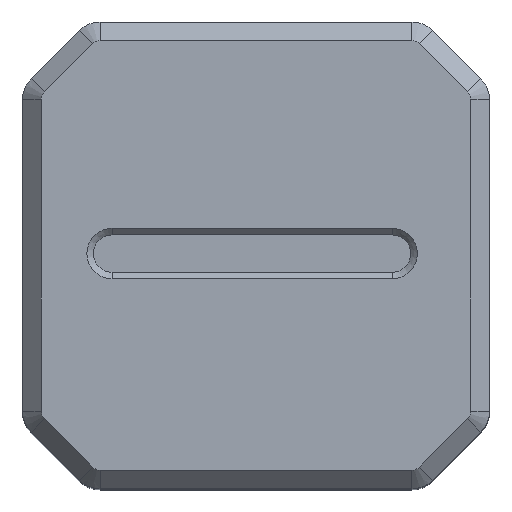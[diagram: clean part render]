
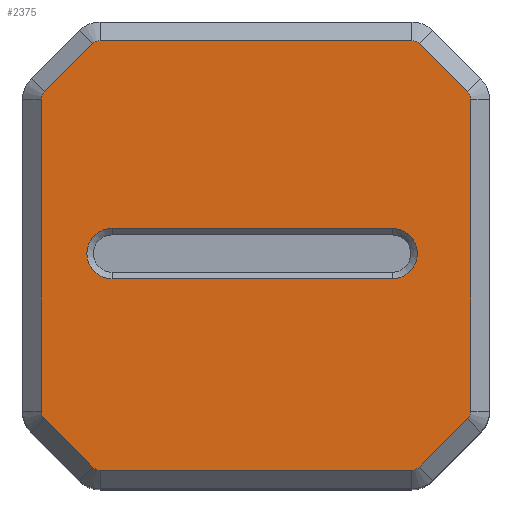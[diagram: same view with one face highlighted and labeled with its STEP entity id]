
A CAD part, top view. The second image highlights one B-rep face of the part: STEP entity #2375.
In plain terms, the highlighted planar face has unit normal (0, 0, 1).
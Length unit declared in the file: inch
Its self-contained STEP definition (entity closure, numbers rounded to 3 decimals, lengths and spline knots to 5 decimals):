
#35=FACE_BOUND('',#401,.T.);
#86=PLANE('',#2610);
#250=FACE_OUTER_BOUND('',#400,.T.);
#400=EDGE_LOOP('',(#2012,#2013,#2014,#2015,#2016,#2017,#2018,#2019,#2020,
#2021,#2022,#2023,#2024,#2025,#2026,#2027));
#401=EDGE_LOOP('',(#2028,#2029,#2030,#2031));
#501=CIRCLE('',#2601,0.135);
#503=CIRCLE('',#2605,0.135);
#506=CIRCLE('',#2611,0.0572);
#507=CIRCLE('',#2612,0.0572);
#508=CIRCLE('',#2613,0.0572);
#509=CIRCLE('',#2614,0.0572);
#510=CIRCLE('',#2615,0.0572);
#511=CIRCLE('',#2616,0.0572);
#512=CIRCLE('',#2617,0.0572);
#513=CIRCLE('',#2618,0.0572);
#716=LINE('',#5341,#934);
#721=LINE('',#5355,#939);
#727=LINE('',#5375,#945);
#728=LINE('',#5379,#946);
#729=LINE('',#5383,#947);
#730=LINE('',#5387,#948);
#731=LINE('',#5391,#949);
#732=LINE('',#5395,#950);
#733=LINE('',#5399,#951);
#734=LINE('',#5402,#952);
#934=VECTOR('',#3144,0.3937);
#939=VECTOR('',#3157,0.3937);
#945=VECTOR('',#3179,0.3937);
#946=VECTOR('',#3182,0.3937);
#947=VECTOR('',#3185,0.3937);
#948=VECTOR('',#3188,0.3937);
#949=VECTOR('',#3191,0.3937);
#950=VECTOR('',#3194,0.3937);
#951=VECTOR('',#3197,0.3937);
#952=VECTOR('',#3200,0.3937);
#1146=VERTEX_POINT('',#5338);
#1147=VERTEX_POINT('',#5340);
#1150=VERTEX_POINT('',#5347);
#1152=VERTEX_POINT('',#5353);
#1156=VERTEX_POINT('',#5371);
#1157=VERTEX_POINT('',#5372);
#1158=VERTEX_POINT('',#5374);
#1159=VERTEX_POINT('',#5376);
#1160=VERTEX_POINT('',#5378);
#1161=VERTEX_POINT('',#5380);
#1162=VERTEX_POINT('',#5382);
#1163=VERTEX_POINT('',#5384);
#1164=VERTEX_POINT('',#5386);
#1165=VERTEX_POINT('',#5388);
#1166=VERTEX_POINT('',#5390);
#1167=VERTEX_POINT('',#5392);
#1168=VERTEX_POINT('',#5394);
#1169=VERTEX_POINT('',#5396);
#1170=VERTEX_POINT('',#5398);
#1171=VERTEX_POINT('',#5400);
#1439=EDGE_CURVE('',#1146,#1147,#716,.T.);
#1443=EDGE_CURVE('',#1150,#1146,#501,.T.);
#1446=EDGE_CURVE('',#1152,#1150,#721,.T.);
#1448=EDGE_CURVE('',#1147,#1152,#503,.T.);
#1455=EDGE_CURVE('',#1156,#1157,#506,.T.);
#1456=EDGE_CURVE('',#1158,#1156,#727,.T.);
#1457=EDGE_CURVE('',#1159,#1158,#507,.T.);
#1458=EDGE_CURVE('',#1160,#1159,#728,.T.);
#1459=EDGE_CURVE('',#1161,#1160,#508,.T.);
#1460=EDGE_CURVE('',#1162,#1161,#729,.T.);
#1461=EDGE_CURVE('',#1163,#1162,#509,.T.);
#1462=EDGE_CURVE('',#1164,#1163,#730,.T.);
#1463=EDGE_CURVE('',#1165,#1164,#510,.T.);
#1464=EDGE_CURVE('',#1166,#1165,#731,.T.);
#1465=EDGE_CURVE('',#1167,#1166,#511,.T.);
#1466=EDGE_CURVE('',#1168,#1167,#732,.T.);
#1467=EDGE_CURVE('',#1169,#1168,#512,.T.);
#1468=EDGE_CURVE('',#1170,#1169,#733,.T.);
#1469=EDGE_CURVE('',#1171,#1170,#513,.T.);
#1470=EDGE_CURVE('',#1157,#1171,#734,.T.);
#2012=ORIENTED_EDGE('',*,*,#1455,.F.);
#2013=ORIENTED_EDGE('',*,*,#1456,.F.);
#2014=ORIENTED_EDGE('',*,*,#1457,.F.);
#2015=ORIENTED_EDGE('',*,*,#1458,.F.);
#2016=ORIENTED_EDGE('',*,*,#1459,.F.);
#2017=ORIENTED_EDGE('',*,*,#1460,.F.);
#2018=ORIENTED_EDGE('',*,*,#1461,.F.);
#2019=ORIENTED_EDGE('',*,*,#1462,.F.);
#2020=ORIENTED_EDGE('',*,*,#1463,.F.);
#2021=ORIENTED_EDGE('',*,*,#1464,.F.);
#2022=ORIENTED_EDGE('',*,*,#1465,.F.);
#2023=ORIENTED_EDGE('',*,*,#1466,.F.);
#2024=ORIENTED_EDGE('',*,*,#1467,.F.);
#2025=ORIENTED_EDGE('',*,*,#1468,.F.);
#2026=ORIENTED_EDGE('',*,*,#1469,.F.);
#2027=ORIENTED_EDGE('',*,*,#1470,.F.);
#2028=ORIENTED_EDGE('',*,*,#1439,.F.);
#2029=ORIENTED_EDGE('',*,*,#1443,.F.);
#2030=ORIENTED_EDGE('',*,*,#1446,.F.);
#2031=ORIENTED_EDGE('',*,*,#1448,.F.);
#2375=ADVANCED_FACE('',(#250,#35),#86,.T.);
#2601=AXIS2_PLACEMENT_3D('',#5349,#3150,#3151);
#2605=AXIS2_PLACEMENT_3D('',#5358,#3161,#3162);
#2610=AXIS2_PLACEMENT_3D('',#5370,#3175,#3176);
#2611=AXIS2_PLACEMENT_3D('',#5373,#3177,#3178);
#2612=AXIS2_PLACEMENT_3D('',#5377,#3180,#3181);
#2613=AXIS2_PLACEMENT_3D('',#5381,#3183,#3184);
#2614=AXIS2_PLACEMENT_3D('',#5385,#3186,#3187);
#2615=AXIS2_PLACEMENT_3D('',#5389,#3189,#3190);
#2616=AXIS2_PLACEMENT_3D('',#5393,#3192,#3193);
#2617=AXIS2_PLACEMENT_3D('',#5397,#3195,#3196);
#2618=AXIS2_PLACEMENT_3D('',#5401,#3198,#3199);
#3144=DIRECTION('',(-1.,0.,0.));
#3150=DIRECTION('center_axis',(0.,0.,1.));
#3151=DIRECTION('ref_axis',(0.,-1.,0.));
#3157=DIRECTION('',(1.,0.,0.));
#3161=DIRECTION('center_axis',(0.,0.,1.));
#3162=DIRECTION('ref_axis',(0.,1.,0.));
#3175=DIRECTION('center_axis',(0.,0.,1.));
#3176=DIRECTION('ref_axis',(-1.,0.,0.));
#3177=DIRECTION('center_axis',(0.,0.,-1.));
#3178=DIRECTION('ref_axis',(-0.707,0.707,0.));
#3179=DIRECTION('',(0.,1.,0.));
#3180=DIRECTION('center_axis',(0.,0.,-1.));
#3181=DIRECTION('ref_axis',(-1.,0.,0.));
#3182=DIRECTION('',(-0.707,0.707,0.));
#3183=DIRECTION('center_axis',(0.,0.,-1.));
#3184=DIRECTION('ref_axis',(-0.707,-0.707,0.));
#3185=DIRECTION('',(-1.,0.,0.));
#3186=DIRECTION('center_axis',(0.,0.,-1.));
#3187=DIRECTION('ref_axis',(0.,-1.,0.));
#3188=DIRECTION('',(-0.707,-0.707,0.));
#3189=DIRECTION('center_axis',(0.,0.,-1.));
#3190=DIRECTION('ref_axis',(0.707,-0.707,0.));
#3191=DIRECTION('',(0.,-1.,0.));
#3192=DIRECTION('center_axis',(0.,0.,-1.));
#3193=DIRECTION('ref_axis',(1.,0.,0.));
#3194=DIRECTION('',(0.707,-0.707,0.));
#3195=DIRECTION('center_axis',(0.,0.,-1.));
#3196=DIRECTION('ref_axis',(0.707,0.707,0.));
#3197=DIRECTION('',(1.,0.,0.));
#3198=DIRECTION('center_axis',(0.,0.,-1.));
#3199=DIRECTION('ref_axis',(0.,1.,0.));
#3200=DIRECTION('',(0.707,0.707,0.));
#5338=CARTESIAN_POINT('',(0.72918,0.14461,3.75));
#5340=CARTESIAN_POINT('',(-0.77082,0.14461,3.75));
#5341=CARTESIAN_POINT('',(-0.38541,0.14461,3.75));
#5347=CARTESIAN_POINT('',(0.72918,-0.12539,3.75));
#5349=CARTESIAN_POINT('Origin',(0.72918,0.00961,3.75));
#5353=CARTESIAN_POINT('',(-0.77082,-0.12539,3.75));
#5355=CARTESIAN_POINT('',(0.36459,-0.12539,3.75));
#5358=CARTESIAN_POINT('Origin',(-0.77082,0.00961,3.75));
#5370=CARTESIAN_POINT('Origin',(0.,0.,3.75));
#5371=CARTESIAN_POINT('',(-1.15,0.83489,3.75));
#5372=CARTESIAN_POINT('',(-1.13325,0.87533,3.75));
#5373=CARTESIAN_POINT('Origin',(-1.0928,0.83489,3.75));
#5374=CARTESIAN_POINT('',(-1.15,-0.83489,3.75));
#5375=CARTESIAN_POINT('',(-1.15,0.41744,3.75));
#5376=CARTESIAN_POINT('',(-1.13325,-0.87533,3.75));
#5377=CARTESIAN_POINT('Origin',(-1.0928,-0.83489,3.75));
#5378=CARTESIAN_POINT('',(-0.87533,-1.13325,3.75));
#5379=CARTESIAN_POINT('',(-1.06877,-0.93981,3.75));
#5380=CARTESIAN_POINT('',(-0.83489,-1.15,3.75));
#5381=CARTESIAN_POINT('Origin',(-0.83489,-1.0928,3.75));
#5382=CARTESIAN_POINT('',(0.83489,-1.15,3.75));
#5383=CARTESIAN_POINT('',(-0.41744,-1.15,3.75));
#5384=CARTESIAN_POINT('',(0.87533,-1.13325,3.75));
#5385=CARTESIAN_POINT('Origin',(0.83489,-1.0928,3.75));
#5386=CARTESIAN_POINT('',(1.13325,-0.87533,3.75));
#5387=CARTESIAN_POINT('',(0.93981,-1.06877,3.75));
#5388=CARTESIAN_POINT('',(1.15,-0.83489,3.75));
#5389=CARTESIAN_POINT('Origin',(1.0928,-0.83489,3.75));
#5390=CARTESIAN_POINT('',(1.15,0.83489,3.75));
#5391=CARTESIAN_POINT('',(1.15,-0.41744,3.75));
#5392=CARTESIAN_POINT('',(1.13325,0.87533,3.75));
#5393=CARTESIAN_POINT('Origin',(1.0928,0.83489,3.75));
#5394=CARTESIAN_POINT('',(0.87533,1.13325,3.75));
#5395=CARTESIAN_POINT('',(1.06877,0.93981,3.75));
#5396=CARTESIAN_POINT('',(0.83489,1.15,3.75));
#5397=CARTESIAN_POINT('Origin',(0.83489,1.0928,3.75));
#5398=CARTESIAN_POINT('',(-0.83489,1.15,3.75));
#5399=CARTESIAN_POINT('',(0.41744,1.15,3.75));
#5400=CARTESIAN_POINT('',(-0.87533,1.13325,3.75));
#5401=CARTESIAN_POINT('Origin',(-0.83489,1.0928,3.75));
#5402=CARTESIAN_POINT('',(-0.93981,1.06877,3.75));
